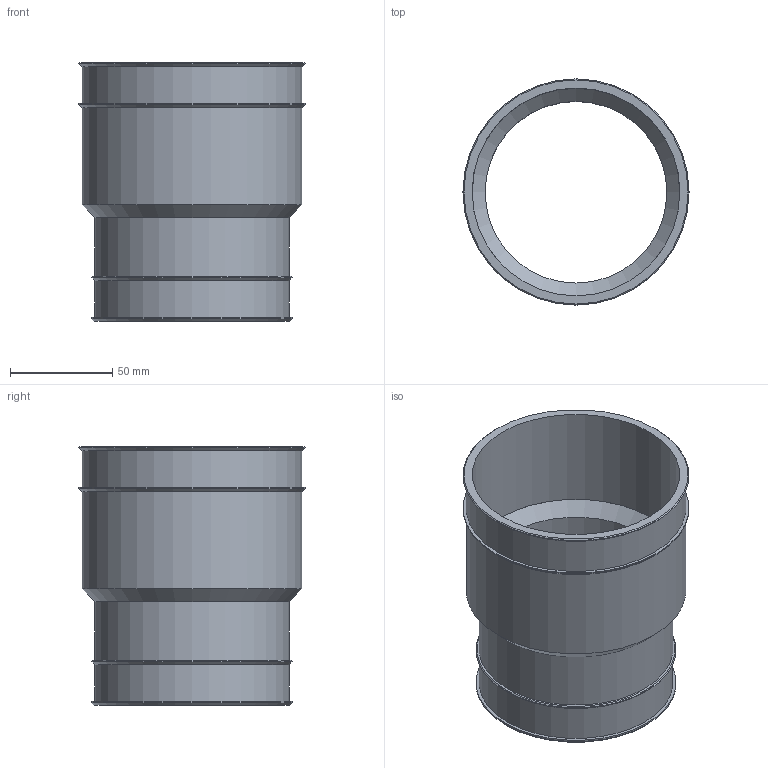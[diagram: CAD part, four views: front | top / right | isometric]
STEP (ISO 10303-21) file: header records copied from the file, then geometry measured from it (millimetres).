
FILE_DESCRIPTION(('FreeCAD Model'),'2;1');
FILE_NAME('Open CASCADE Shape Model','2025-05-12T16:03:26',('Author'),( ''),'Open CASCADE STEP processor 7.8','FreeCAD','Unknown');
FILE_SCHEMA(('AUTOMOTIVE_DESIGN { 1 0 10303 214 1 1 1 1 }'));
Length unit declared in the file: millimetre
Products named in the file (1): Body
Bounding box: 110.6 x 110.6 x 126.6 mm (x, y, z)
Volume: 156520.4 mm3; surface area: 84380.9 mm2
Topology: 1 solids, 1 shells, 28 faces, 46 edges, 28 vertices
Faces by surface type: plane 10, cylinder 10, cone 8
Full cylindrical faces by diameter (mm): 88.9 x1, 94.9 x2, 98 x2, 101.6 x1, 107.6 x2, 110.6 x2
Entity records: 676 total; most frequent: DIRECTION 128, CARTESIAN_POINT 107, ORIENTED_EDGE 92, AXIS2_PLACEMENT_3D 57, EDGE_CURVE 46, FACE_BOUND 38, EDGE_LOOP 38, ADVANCED_FACE 28
